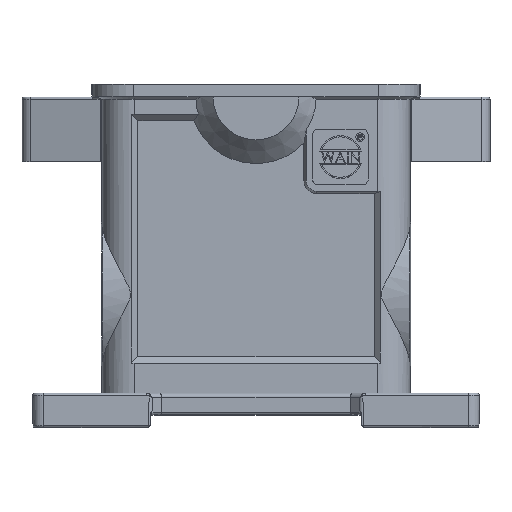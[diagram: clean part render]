
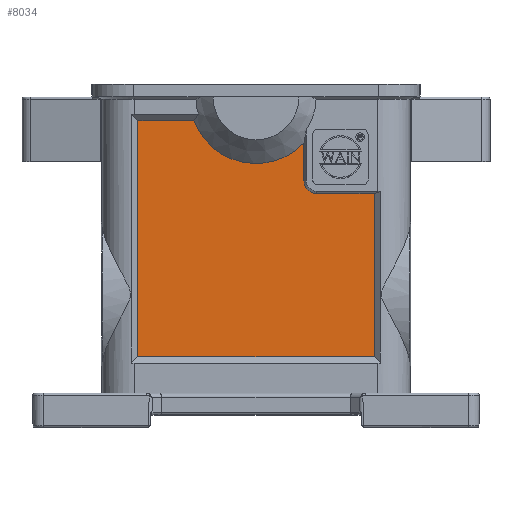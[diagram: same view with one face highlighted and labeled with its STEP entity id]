
A CAD part, top view. The second image highlights one B-rep face of the part: STEP entity #8034.
In plain terms, the highlighted planar face has unit normal (0, 0, 1).
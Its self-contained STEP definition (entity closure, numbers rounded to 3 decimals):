
#1=DIRECTION('',(0.,1.,0.));
#2=VECTOR('',#1,38.);
#3=CARTESIAN_POINT('',(27.5,16.5,21.));
#4=LINE('',#3,#2);
#5=CARTESIAN_POINT('',(0.,77.,21.));
#6=DIRECTION('',(0.,0.,-1.));
#7=DIRECTION('',(0.72,-0.694,0.));
#8=AXIS2_PLACEMENT_3D('',#5,#6,#7);
#10=DIRECTION('',(0.,1.,0.));
#11=VECTOR('',#10,8.742);
#12=CARTESIAN_POINT('',(11.158,57.5,21.));
#13=LINE('',#12,#11);
#14=CARTESIAN_POINT('',(14.158,57.5,21.));
#15=DIRECTION('',(0.,0.,-1.));
#16=DIRECTION('',(0.,-1.,0.));
#17=AXIS2_PLACEMENT_3D('',#14,#15,#16);
#19=DIRECTION('',(-1.,0.,0.));
#20=VECTOR('',#19,13.342);
#21=CARTESIAN_POINT('',(27.5,54.5,21.));
#22=LINE('',#21,#20);
#128=DIRECTION('',(1.,0.,0.));
#129=VECTOR('',#128,13.009);
#130=CARTESIAN_POINT('',(-27.5,71.5,21.));
#131=LINE('',#130,#129);
#132=DIRECTION('',(0.,1.,0.));
#133=VECTOR('',#132,55.);
#134=CARTESIAN_POINT('',(-27.5,16.5,21.));
#135=LINE('',#134,#133);
#153=DIRECTION('',(-1.,0.,0.));
#154=VECTOR('',#153,55.);
#155=CARTESIAN_POINT('',(27.5,16.5,21.));
#156=LINE('',#155,#154);
#7437=CARTESIAN_POINT('',(27.5,54.5,21.));
#7438=CARTESIAN_POINT('',(14.158,54.5,21.));
#7439=VERTEX_POINT('',#7437);
#7440=VERTEX_POINT('',#7438);
#7441=CARTESIAN_POINT('',(27.5,16.5,21.));
#7442=VERTEX_POINT('',#7441);
#7443=CARTESIAN_POINT('',(11.158,57.5,21.));
#7444=VERTEX_POINT('',#7443);
#7445=CARTESIAN_POINT('',(11.158,66.242,21.));
#7446=VERTEX_POINT('',#7445);
#7447=CARTESIAN_POINT('',(-14.491,71.5,21.));
#7448=VERTEX_POINT('',#7447);
#7449=CARTESIAN_POINT('',(-27.5,71.5,21.));
#7450=VERTEX_POINT('',#7449);
#7451=CARTESIAN_POINT('',(-27.5,16.5,21.));
#7452=VERTEX_POINT('',#7451);
#8011=CARTESIAN_POINT('',(0.,0.,21.));
#8012=DIRECTION('',(0.,0.,1.));
#8013=DIRECTION('',(1.,0.,0.));
#8014=AXIS2_PLACEMENT_3D('',#8011,#8012,#8013);
#8015=PLANE('',#8014);
#8017=ORIENTED_EDGE('',*,*,#8016,.F.);
#8019=ORIENTED_EDGE('',*,*,#8018,.T.);
#8021=ORIENTED_EDGE('',*,*,#8020,.T.);
#8023=ORIENTED_EDGE('',*,*,#8022,.T.);
#8025=ORIENTED_EDGE('',*,*,#8024,.F.);
#8027=ORIENTED_EDGE('',*,*,#8026,.F.);
#8029=ORIENTED_EDGE('',*,*,#8028,.F.);
#8031=ORIENTED_EDGE('',*,*,#8030,.F.);
#8032=EDGE_LOOP('',(#8017,#8019,#8021,#8023,#8025,#8027,#8029,#8031));
#8033=FACE_OUTER_BOUND('',#8032,.F.);
#8034=ADVANCED_FACE('',(#8033),#8015,.T.);
#9=CIRCLE('',#8,15.5);
#18=CIRCLE('',#17,3.);
#8016=EDGE_CURVE('',#7442,#7439,#4,.T.);
#8018=EDGE_CURVE('',#7442,#7452,#156,.T.);
#8020=EDGE_CURVE('',#7452,#7450,#135,.T.);
#8022=EDGE_CURVE('',#7450,#7448,#131,.T.);
#8024=EDGE_CURVE('',#7446,#7448,#9,.T.);
#8026=EDGE_CURVE('',#7444,#7446,#13,.T.);
#8028=EDGE_CURVE('',#7440,#7444,#18,.T.);
#8030=EDGE_CURVE('',#7439,#7440,#22,.T.);
